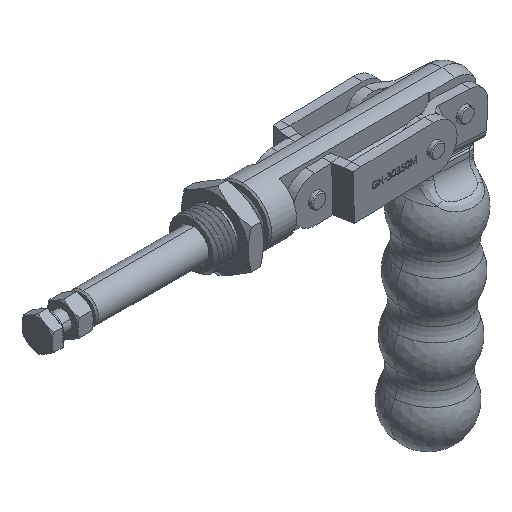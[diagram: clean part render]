
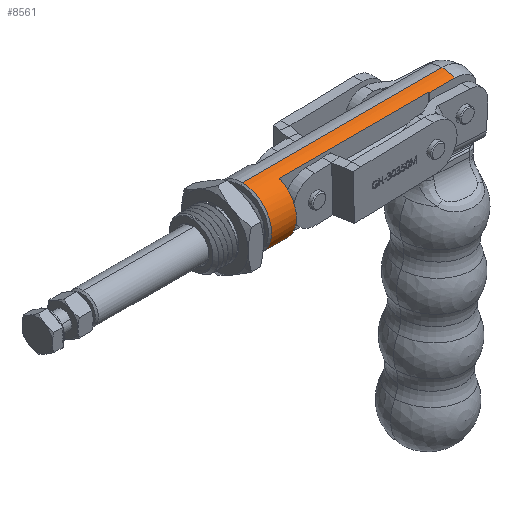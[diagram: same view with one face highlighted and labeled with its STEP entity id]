
A CAD part, isometric view. The second image highlights one B-rep face of the part: STEP entity #8561.
In plain terms, the highlighted cylindrical face has radius 9.5 mm (diameter 19 mm), a partial arc.
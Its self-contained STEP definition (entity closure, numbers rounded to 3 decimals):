
#236 = AXIS2_PLACEMENT_3D ( 'NONE', #19445, #3419, #22093 ) ;
#471 = VERTEX_POINT ( 'NONE', #28770 ) ;
#669 = ORIENTED_EDGE ( 'NONE', *, *, #24485, .T. ) ;
#713 = CARTESIAN_POINT ( 'NONE',  ( 73.7, 0., 0. ) ) ;
#759 = CARTESIAN_POINT ( 'NONE',  ( 89., 0., 9.5 ) ) ;
#2321 = LINE ( 'NONE', #32465, #8539 ) ;
#2940 = CARTESIAN_POINT ( 'NONE',  ( 16.5, 0., -9.5 ) ) ;
#2976 = VERTEX_POINT ( 'NONE', #19422 ) ;
#3094 = EDGE_CURVE ( 'NONE', #24314, #26580, #3427, .T. ) ;
#3419 = DIRECTION ( 'NONE',  ( -1., 0., 0. ) ) ;
#3422 = DIRECTION ( 'NONE',  ( 0., 0., -1. ) ) ;
#3427 = CIRCLE ( 'NONE', #19563, 9.5 ) ;
#3504 = EDGE_CURVE ( 'NONE', #28651, #471, #4703, .T. ) ;
#3786 = LINE ( 'NONE', #11995, #22575 ) ;
#3842 = VECTOR ( 'NONE', #27543, 1000. ) ;
#4703 = LINE ( 'NONE', #759, #3842 ) ;
#4924 = VERTEX_POINT ( 'NONE', #14138 ) ;
#5551 = VERTEX_POINT ( 'NONE', #24251 ) ;
#6106 = AXIS2_PLACEMENT_3D ( 'NONE', #713, #19446, #3422 ) ;
#6203 = DIRECTION ( 'NONE',  ( 0., 0., 1. ) ) ;
#7422 = LINE ( 'NONE', #15880, #28622 ) ;
#7774 = FACE_OUTER_BOUND ( 'NONE', #18636, .T. ) ;
#8396 = CARTESIAN_POINT ( 'NONE',  ( 73.7, 0., 0. ) ) ;
#8529 = EDGE_CURVE ( 'NONE', #2976, #4924, #22832, .T. ) ;
#8539 = VECTOR ( 'NONE', #22052, 1000. ) ;
#8561 = ADVANCED_FACE ( 'NONE', ( #7774 ), #34451, .T. ) ;
#8717 = LINE ( 'NONE', #33020, #22975 ) ;
#8865 = ORIENTED_EDGE ( 'NONE', *, *, #8529, .T. ) ;
#8881 = CARTESIAN_POINT ( 'NONE',  ( 24.7, 0., 0. ) ) ;
#9258 = VERTEX_POINT ( 'NONE', #33538 ) ;
#9307 = ORIENTED_EDGE ( 'NONE', *, *, #17548, .T. ) ;
#9437 = CARTESIAN_POINT ( 'NONE',  ( 73.7, -3.95, -8.64 ) ) ;
#10023 = DIRECTION ( 'NONE',  ( -1., 0., 0. ) ) ;
#10168 = LINE ( 'NONE', #34319, #23568 ) ;
#11062 = DIRECTION ( 'NONE',  ( 0., 0., -1. ) ) ;
#11509 = AXIS2_PLACEMENT_3D ( 'NONE', #29149, #13257, #31854 ) ;
#11565 = DIRECTION ( 'NONE',  ( 0., 0., 1. ) ) ;
#11995 = CARTESIAN_POINT ( 'NONE',  ( 89., -4.1, -8.57 ) ) ;
#12205 = EDGE_CURVE ( 'NONE', #471, #15276, #30452, .T. ) ;
#12248 = ORIENTED_EDGE ( 'NONE', *, *, #3094, .T. ) ;
#12975 = CARTESIAN_POINT ( 'NONE',  ( 73.7, -3.95, 8.64 ) ) ;
#13257 = DIRECTION ( 'NONE',  ( 1., 0., 0. ) ) ;
#14138 = CARTESIAN_POINT ( 'NONE',  ( 24.7, -3.95, 8.64 ) ) ;
#14410 = DIRECTION ( 'NONE',  ( -1., 0., 0. ) ) ;
#15276 = VERTEX_POINT ( 'NONE', #2940 ) ;
#15707 = DIRECTION ( 'NONE',  ( -1., 0., 0. ) ) ;
#15880 = CARTESIAN_POINT ( 'NONE',  ( 89., -3.95, 8.64 ) ) ;
#17416 = VERTEX_POINT ( 'NONE', #12975 ) ;
#17548 = EDGE_CURVE ( 'NONE', #17416, #30595, #25885, .T. ) ;
#17676 = EDGE_CURVE ( 'NONE', #26580, #5551, #3786, .T. ) ;
#18486 = EDGE_CURVE ( 'NONE', #9258, #28651, #23398, .T. ) ;
#18636 = EDGE_LOOP ( 'NONE', ( #32188, #12248, #29148, #18735, #669, #8865, #21005, #9307, #19666, #22045, #18756, #21910 ) ) ;
#18735 = ORIENTED_EDGE ( 'NONE', *, *, #30328, .T. ) ;
#18747 = CIRCLE ( 'NONE', #6106, 9.5 ) ;
#18756 = ORIENTED_EDGE ( 'NONE', *, *, #3504, .T. ) ;
#19348 = VERTEX_POINT ( 'NONE', #9437 ) ;
#19422 = CARTESIAN_POINT ( 'NONE',  ( 24.7, -3.95, -8.64 ) ) ;
#19445 = CARTESIAN_POINT ( 'NONE',  ( 82., 0., 0. ) ) ;
#19446 = DIRECTION ( 'NONE',  ( 1., 0., 0. ) ) ;
#19563 = AXIS2_PLACEMENT_3D ( 'NONE', #25990, #10023, #28602 ) ;
#19569 = EDGE_CURVE ( 'NONE', #4924, #17416, #7422, .T. ) ;
#19666 = ORIENTED_EDGE ( 'NONE', *, *, #32237, .T. ) ;
#19687 = DIRECTION ( 'NONE',  ( -1., 0., 0. ) ) ;
#21005 = ORIENTED_EDGE ( 'NONE', *, *, #19569, .T. ) ;
#21265 = DIRECTION ( 'NONE',  ( 1., 0., 0. ) ) ;
#21781 = AXIS2_PLACEMENT_3D ( 'NONE', #8881, #27502, #11565 ) ;
#21910 = ORIENTED_EDGE ( 'NONE', *, *, #12205, .T. ) ;
#22045 = ORIENTED_EDGE ( 'NONE', *, *, #18486, .T. ) ;
#22052 = DIRECTION ( 'NONE',  ( 1., 0., 0. ) ) ;
#22093 = DIRECTION ( 'NONE',  ( 0., 0., 1. ) ) ;
#22575 = VECTOR ( 'NONE', #22653, 1000. ) ;
#22653 = DIRECTION ( 'NONE',  ( -1., 0., 0. ) ) ;
#22832 = CIRCLE ( 'NONE', #21781, 9.5 ) ;
#22975 = VECTOR ( 'NONE', #14410, 1000. ) ;
#23052 = CARTESIAN_POINT ( 'NONE',  ( 82., -4.1, -8.57 ) ) ;
#23398 = CIRCLE ( 'NONE', #236, 9.5 ) ;
#23568 = VECTOR ( 'NONE', #15707, 1000. ) ;
#24251 = CARTESIAN_POINT ( 'NONE',  ( 73.7, -4.1, -8.57 ) ) ;
#24314 = VERTEX_POINT ( 'NONE', #25012 ) ;
#24485 = EDGE_CURVE ( 'NONE', #19348, #2976, #10168, .T. ) ;
#25012 = CARTESIAN_POINT ( 'NONE',  ( 82., 0., -9.5 ) ) ;
#25885 = CIRCLE ( 'NONE', #27211, 9.5 ) ;
#25990 = CARTESIAN_POINT ( 'NONE',  ( 82., 0., 0. ) ) ;
#26580 = VERTEX_POINT ( 'NONE', #23052 ) ;
#27018 = DIRECTION ( 'NONE',  ( 1., 0., 0. ) ) ;
#27211 = AXIS2_PLACEMENT_3D ( 'NONE', #8396, #27018, #11062 ) ;
#27502 = DIRECTION ( 'NONE',  ( -1., 0., 0. ) ) ;
#27543 = DIRECTION ( 'NONE',  ( -1., 0., 0. ) ) ;
#28602 = DIRECTION ( 'NONE',  ( 0., 0., 1. ) ) ;
#28622 = VECTOR ( 'NONE', #21265, 1000. ) ;
#28651 = VERTEX_POINT ( 'NONE', #31519 ) ;
#28770 = CARTESIAN_POINT ( 'NONE',  ( 16.5, 0., 9.5 ) ) ;
#28844 = AXIS2_PLACEMENT_3D ( 'NONE', #32865, #19687, #6203 ) ;
#28882 = EDGE_CURVE ( 'NONE', #24314, #15276, #8717, .T. ) ;
#29148 = ORIENTED_EDGE ( 'NONE', *, *, #17676, .T. ) ;
#29149 = CARTESIAN_POINT ( 'NONE',  ( 16.5, 0., 0. ) ) ;
#30328 = EDGE_CURVE ( 'NONE', #5551, #19348, #18747, .T. ) ;
#30452 = CIRCLE ( 'NONE', #11509, 9.5 ) ;
#30595 = VERTEX_POINT ( 'NONE', #33822 ) ;
#31519 = CARTESIAN_POINT ( 'NONE',  ( 82., 0., 9.5 ) ) ;
#31854 = DIRECTION ( 'NONE',  ( 0., 0., 1. ) ) ;
#32188 = ORIENTED_EDGE ( 'NONE', *, *, #28882, .F. ) ;
#32237 = EDGE_CURVE ( 'NONE', #30595, #9258, #2321, .T. ) ;
#32465 = CARTESIAN_POINT ( 'NONE',  ( 89., -4.1, 8.57 ) ) ;
#32865 = CARTESIAN_POINT ( 'NONE',  ( 89., 0., 0. ) ) ;
#33020 = CARTESIAN_POINT ( 'NONE',  ( 89., 0., -9.5 ) ) ;
#33538 = CARTESIAN_POINT ( 'NONE',  ( 82., -4.1, 8.57 ) ) ;
#33822 = CARTESIAN_POINT ( 'NONE',  ( 73.7, -4.1, 8.57 ) ) ;
#34319 = CARTESIAN_POINT ( 'NONE',  ( 89., -3.95, -8.64 ) ) ;
#34451 = CYLINDRICAL_SURFACE ( 'NONE', #28844, 9.5 ) ;
